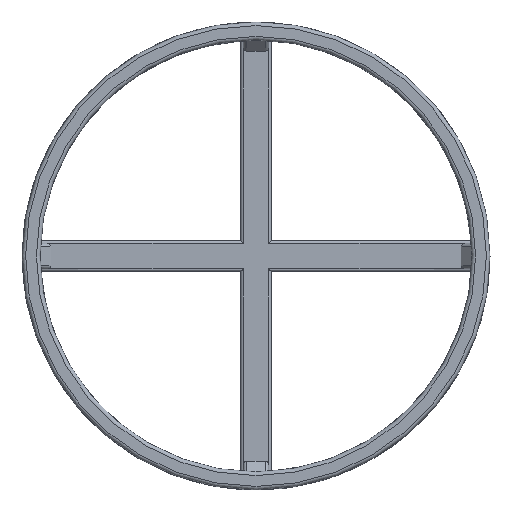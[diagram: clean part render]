
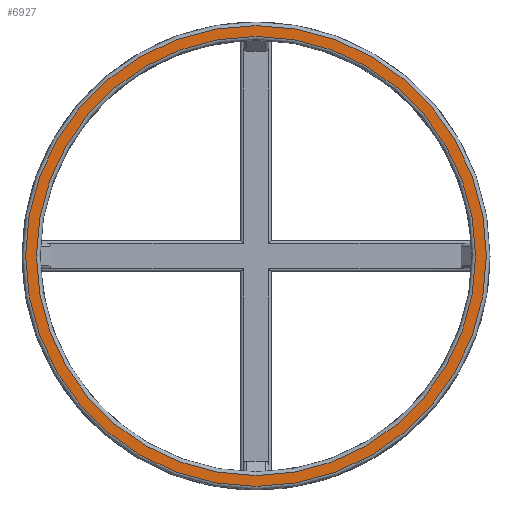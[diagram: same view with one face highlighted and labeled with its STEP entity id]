
A CAD part, top view. The second image highlights one B-rep face of the part: STEP entity #6927.
In plain terms, the highlighted planar face has unit normal (0, 0, 1).
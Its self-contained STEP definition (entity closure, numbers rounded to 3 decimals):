
#3465 = TOROIDAL_SURFACE('',#3466,63.75,1.);
#3466 = AXIS2_PLACEMENT_3D('',#3467,#3468,#3469);
#3467 = CARTESIAN_POINT('',(0.,0.,21.));
#3468 = DIRECTION('',(0.,0.,1.));
#3469 = DIRECTION('',(1.,0.,-0.));
#4064 = TOROIDAL_SURFACE('',#4065,60.75,1.);
#4065 = AXIS2_PLACEMENT_3D('',#4066,#4067,#4068);
#4066 = CARTESIAN_POINT('',(0.,0.,21.)
  );
#4067 = DIRECTION('',(0.,0.,1.));
#4068 = DIRECTION('',(1.,0.,-0.));
#6049 = VERTEX_POINT('',#6050);
#6050 = CARTESIAN_POINT('',(63.75,0.,22.));
#6072 = EDGE_CURVE('',#6049,#6049,#6073,.T.);
#6073 = SURFACE_CURVE('',#6074,(#6079,#6086),.PCURVE_S1.);
#6074 = CIRCLE('',#6075,63.75);
#6075 = AXIS2_PLACEMENT_3D('',#6076,#6077,#6078);
#6076 = CARTESIAN_POINT('',(0.,0.,22.));
#6077 = DIRECTION('',(0.,0.,1.));
#6078 = DIRECTION('',(1.,0.,-0.));
#6079 = PCURVE('',#3465,#6080);
#6080 = DEFINITIONAL_REPRESENTATION('',(#6081),#6085);
#6081 = LINE('',#6082,#6083);
#6082 = CARTESIAN_POINT('',(0.,1.571));
#6083 = VECTOR('',#6084,1.);
#6084 = DIRECTION('',(1.,0.));
#6085 = ( GEOMETRIC_REPRESENTATION_CONTEXT(2) 
PARAMETRIC_REPRESENTATION_CONTEXT() REPRESENTATION_CONTEXT('2D SPACE',''
  ) );
#6086 = PCURVE('',#6087,#6092);
#6087 = PLANE('',#6088);
#6088 = AXIS2_PLACEMENT_3D('',#6089,#6090,#6091);
#6089 = CARTESIAN_POINT('',(0.,0.,22.)
  );
#6090 = DIRECTION('',(0.,0.,1.));
#6091 = DIRECTION('',(1.,0.,-0.));
#6092 = DEFINITIONAL_REPRESENTATION('',(#6093),#6097);
#6093 = CIRCLE('',#6094,63.75);
#6094 = AXIS2_PLACEMENT_2D('',#6095,#6096);
#6095 = CARTESIAN_POINT('',(0.,0.));
#6096 = DIRECTION('',(1.,0.));
#6097 = ( GEOMETRIC_REPRESENTATION_CONTEXT(2) 
PARAMETRIC_REPRESENTATION_CONTEXT() REPRESENTATION_CONTEXT('2D SPACE',''
  ) );
#6850 = VERTEX_POINT('',#6851);
#6851 = CARTESIAN_POINT('',(60.75,0.,22.));
#6871 = EDGE_CURVE('',#6850,#6850,#6872,.T.);
#6872 = SURFACE_CURVE('',#6873,(#6878,#6885),.PCURVE_S1.);
#6873 = CIRCLE('',#6874,60.75);
#6874 = AXIS2_PLACEMENT_3D('',#6875,#6876,#6877);
#6875 = CARTESIAN_POINT('',(0.,0.,22.)
  );
#6876 = DIRECTION('',(0.,0.,1.));
#6877 = DIRECTION('',(1.,0.,-0.));
#6878 = PCURVE('',#4064,#6879);
#6879 = DEFINITIONAL_REPRESENTATION('',(#6880),#6884);
#6880 = LINE('',#6881,#6882);
#6881 = CARTESIAN_POINT('',(0.,1.571));
#6882 = VECTOR('',#6883,1.);
#6883 = DIRECTION('',(1.,0.));
#6884 = ( GEOMETRIC_REPRESENTATION_CONTEXT(2) 
PARAMETRIC_REPRESENTATION_CONTEXT() REPRESENTATION_CONTEXT('2D SPACE',''
  ) );
#6885 = PCURVE('',#6087,#6886);
#6886 = DEFINITIONAL_REPRESENTATION('',(#6887),#6891);
#6887 = CIRCLE('',#6888,60.75);
#6888 = AXIS2_PLACEMENT_2D('',#6889,#6890);
#6889 = CARTESIAN_POINT('',(0.,0.));
#6890 = DIRECTION('',(1.,0.));
#6891 = ( GEOMETRIC_REPRESENTATION_CONTEXT(2) 
PARAMETRIC_REPRESENTATION_CONTEXT() REPRESENTATION_CONTEXT('2D SPACE',''
  ) );
#6927 = ADVANCED_FACE('',(#6928,#6931),#6087,.T.);
#6928 = FACE_BOUND('',#6929,.T.);
#6929 = EDGE_LOOP('',(#6930));
#6930 = ORIENTED_EDGE('',*,*,#6072,.T.);
#6931 = FACE_BOUND('',#6932,.T.);
#6932 = EDGE_LOOP('',(#6933));
#6933 = ORIENTED_EDGE('',*,*,#6871,.F.);
